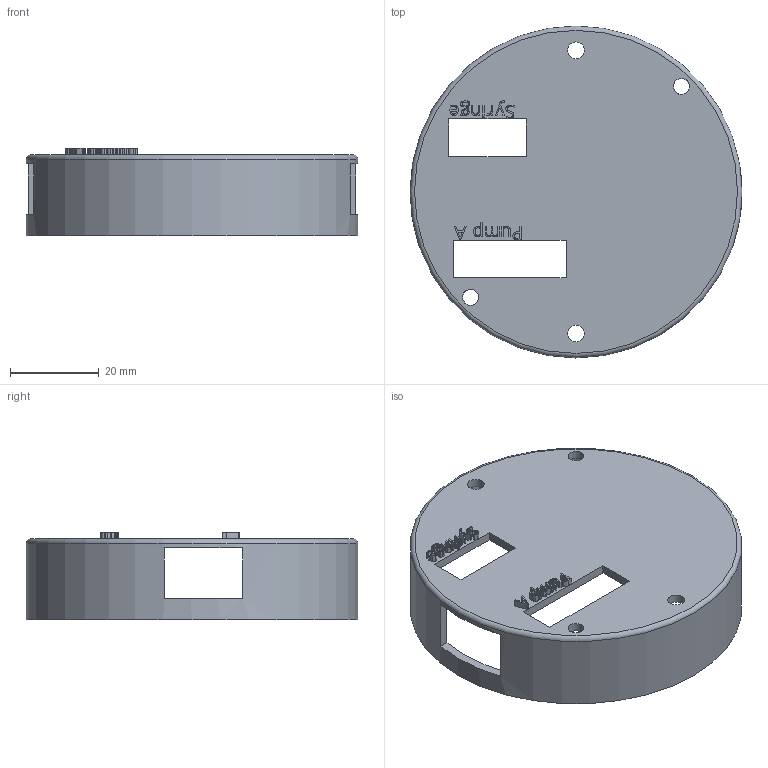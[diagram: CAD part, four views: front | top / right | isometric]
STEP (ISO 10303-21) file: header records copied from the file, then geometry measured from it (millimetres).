
FILE_DESCRIPTION(/* description */ ('STEP AP242','CAx-IF Rec.Pracs.---Representation and Presentation of Product Manufacturing Information (PMI)---4.0---2014-10-13','CAx-IF Rec.Pracs.---3D Tessellated Geometry---0.4---2014-09-14','2;1'),/* implementation_level */ '2;1');
FILE_NAME(/* name */ '62d9a82e6d5bdf60986cd38f',/* time_stamp */ '2022-07-21T19:25:34+00:00',/* author */ (''),/* organization */ (''),/* preprocessor_version */ 'ST-DEVELOPER v18.102',/* originating_system */ ' ',/* authorisation */ ' ');
FILE_SCHEMA (('AP242_MANAGED_MODEL_BASED_3D_ENGINEERING_MIM_LF { 1 0 10303 442 1 1 4 }'));
Length unit declared in the file: metre
Products named in the file (1): circuitHousing
Bounding box: 75 x 75 x 19.75 mm (x, y, z)
Volume: 14630.6 mm3; surface area: 15822.2 mm2
Topology: 1 solids, 1 shells, 287 faces, 807 edges, 537 vertices
Faces by surface type: bspline 156, plane 124, cylinder 6, torus 1
Full cylindrical faces by diameter (mm): 3.616 x2, 3.797 x2, 71 x1, 75 x1
Entity records: 9672 total; most frequent: CARTESIAN_POINT 3330, ORIENTED_EDGE 1588, EDGE_CURVE 794, DIRECTION 768, VERTEX_POINT 532, LINE 460, VECTOR 460, EDGE_LOOP 326
